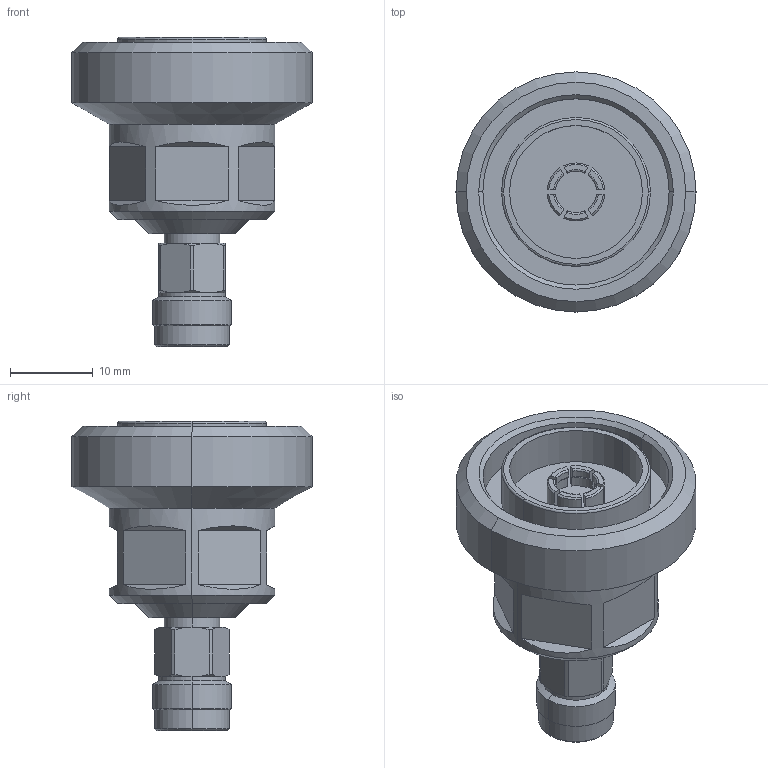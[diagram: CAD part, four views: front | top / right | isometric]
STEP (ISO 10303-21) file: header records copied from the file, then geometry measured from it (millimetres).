
FILE_DESCRIPTION (( 'STEP AP214' ), '1' );
FILE_NAME ('J01122A0037.STEP', '2020-03-26T09:41:00', ( '' ), ( '' ), 'SwSTEP 2.0', 'SolidWorks 2018', '' );
FILE_SCHEMA (( 'AUTOMOTIVE_DESIGN' ));
Length unit declared in the file: millimetre
Products named in the file (1): J01122A0037
Bounding box: 29 x 29 x 37.35 mm (x, y, z)
Volume: 8802.1 mm3; surface area: 4227.4 mm2
Topology: 1 solids, 1 shells, 168 faces, 380 edges, 236 vertices
Faces by surface type: plane 54, cylinder 52, cone 48, torus 14
Entity records: 6648 total; most frequent: CARTESIAN_POINT 1063, DIRECTION 806, ORIENTED_EDGE 760, EDGE_CURVE 380, AXIS2_PLACEMENT_3D 329, VERTEX_POINT 236, EDGE_LOOP 190, ADVANCED_FACE 168
